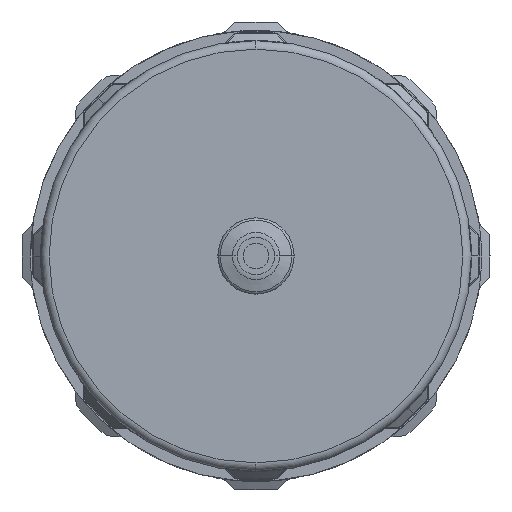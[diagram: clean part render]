
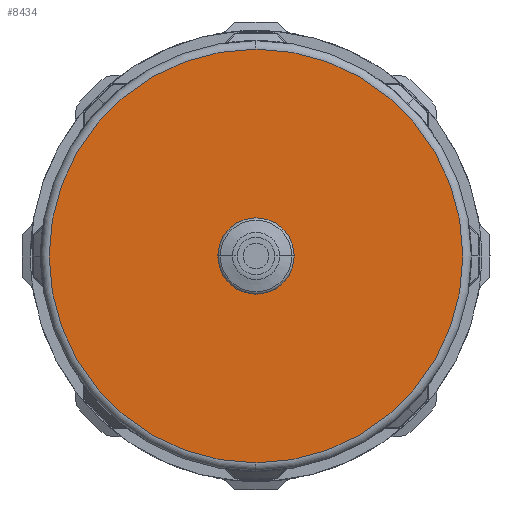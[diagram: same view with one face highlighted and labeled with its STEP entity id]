
A CAD part, left-side view. The second image highlights one B-rep face of the part: STEP entity #8434.
In plain terms, the highlighted planar face has unit normal (-1, 0, 0).
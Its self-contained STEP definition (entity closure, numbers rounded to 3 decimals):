
#1811=CARTESIAN_POINT('',(-2.6,0.,0.));
#1812=DIRECTION('',(1.,0.,0.));
#1813=DIRECTION('',(0.,0.,1.));
#1814=AXIS2_PLACEMENT_3D('',#1811,#1812,#1813);
#1816=CARTESIAN_POINT('',(-2.6,0.,0.));
#1817=DIRECTION('',(1.,0.,0.));
#1818=DIRECTION('',(0.,0.,-1.));
#1819=AXIS2_PLACEMENT_3D('',#1816,#1817,#1818);
#1821=CARTESIAN_POINT('',(-2.6,0.,0.));
#1822=DIRECTION('',(-1.,0.,0.));
#1823=DIRECTION('',(0.,1.,0.));
#1824=AXIS2_PLACEMENT_3D('',#1821,#1822,#1823);
#1826=CARTESIAN_POINT('',(-2.6,0.,0.));
#1827=DIRECTION('',(-1.,0.,0.));
#1828=DIRECTION('',(0.,-1.,0.));
#1829=AXIS2_PLACEMENT_3D('',#1826,#1827,#1828);
#5051=CARTESIAN_POINT('',(-2.6,0.,-12.2));
#5052=VERTEX_POINT('',#5051);
#5053=CARTESIAN_POINT('',(-2.6,0.,12.2));
#5054=VERTEX_POINT('',#5053);
#5055=CARTESIAN_POINT('',(-2.6,1.25,0.));
#5056=CARTESIAN_POINT('',(-2.6,-1.25,0.));
#5057=VERTEX_POINT('',#5055);
#5058=VERTEX_POINT('',#5056);
#8418=CARTESIAN_POINT('',(-2.6,0.,0.));
#8419=DIRECTION('',(1.,0.,0.));
#8420=DIRECTION('',(0.,1.,0.));
#8421=AXIS2_PLACEMENT_3D('',#8418,#8419,#8420);
#8422=PLANE('',#8421);
#8424=ORIENTED_EDGE('',*,*,#8423,.T.);
#8425=ORIENTED_EDGE('',*,*,#8408,.T.);
#8426=EDGE_LOOP('',(#8424,#8425));
#8427=FACE_OUTER_BOUND('',#8426,.F.);
#8429=ORIENTED_EDGE('',*,*,#8428,.T.);
#8431=ORIENTED_EDGE('',*,*,#8430,.T.);
#8432=EDGE_LOOP('',(#8429,#8431));
#8433=FACE_BOUND('',#8432,.F.);
#1815=CIRCLE('',#1814,12.2);
#1820=CIRCLE('',#1819,12.2);
#1825=CIRCLE('',#1824,1.25);
#1830=CIRCLE('',#1829,1.25);
#8408=EDGE_CURVE('',#5052,#5054,#1820,.T.);
#8423=EDGE_CURVE('',#5054,#5052,#1815,.T.);
#8428=EDGE_CURVE('',#5057,#5058,#1825,.T.);
#8430=EDGE_CURVE('',#5058,#5057,#1830,.T.);
#8434=ADVANCED_FACE('',(#8427,#8433),#8422,.F.);
